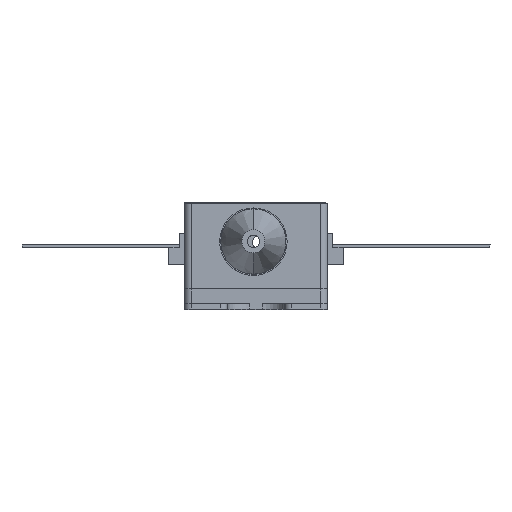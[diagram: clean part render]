
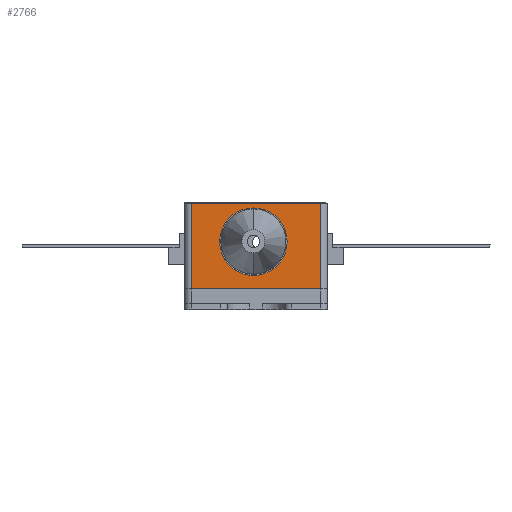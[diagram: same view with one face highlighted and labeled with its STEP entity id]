
A CAD part, top view. The second image highlights one B-rep face of the part: STEP entity #2766.
In plain terms, the highlighted planar face has unit normal (0, 0, 1).
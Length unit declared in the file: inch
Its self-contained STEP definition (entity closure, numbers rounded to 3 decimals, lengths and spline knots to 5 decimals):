
#1229 = EDGE_CURVE ( 'NONE', #9777, #9669, #1463, .T. ) ;
#1233 = EDGE_CURVE ( 'NONE', #9669, #9654, #1475, .T. ) ;
#1463 = LINE ( 'NONE', #2215, #1470 ) ;
#1470 = VECTOR ( 'NONE', #2218, 39.37008 ) ;
#1475 = LINE ( 'NONE', #2223, #1482 ) ;
#1482 = VECTOR ( 'NONE', #2225, 39.37008 ) ;
#1707 = FACE_BOUND ( 'NONE', #13002, .T. ) ;
#1711 = FACE_OUTER_BOUND ( 'NONE', #13211, .T. ) ;
#2215 = CARTESIAN_POINT ( 'NONE',  ( -0.18516, -0.40183, 1. ) ) ;
#2218 = DIRECTION ( 'NONE',  ( 0., -1., 0. ) ) ;
#2223 = CARTESIAN_POINT ( 'NONE',  ( -0.20879, -0.40183, 1. ) ) ;
#2225 = DIRECTION ( 'NONE',  ( 1., 0., 0. ) ) ;
#2464 = VERTEX_POINT ( 'NONE', #7566 ) ;
#2766 = ADVANCED_FACE ( 'NONE', ( #1707, #1711 ), #2903, .T. ) ;
#2903 = PLANE ( 'NONE',  #5596 ) ;
#2911 = CARTESIAN_POINT ( 'NONE',  ( -0.20879, -0.40183, 1. ) ) ;
#2912 = DIRECTION ( 'NONE',  ( 0., 0., 1. ) ) ;
#2913 = DIRECTION ( 'NONE',  ( 1., 0., 0. ) ) ;
#4856 = EDGE_CURVE ( 'NONE', #9654, #9562, #5400, .T. ) ;
#4859 = EDGE_CURVE ( 'NONE', #9614, #2464, #5412, .T. ) ;
#4860 = EDGE_CURVE ( 'NONE', #9562, #9777, #5410, .T. ) ;
#4887 = EDGE_CURVE ( 'NONE', #2464, #9614, #5459, .T. ) ;
#5400 = LINE ( 'NONE', #7767, #5409 ) ;
#5409 = VECTOR ( 'NONE', #7762, 39.37008 ) ;
#5410 = LINE ( 'NONE', #7776, #5416 ) ;
#5412 = CIRCLE ( 'NONE', #5752, 0.0625 ) ;
#5416 = VECTOR ( 'NONE', #7772, 39.37008 ) ;
#5459 = CIRCLE ( 'NONE', #5761, 0.0625 ) ;
#5596 = AXIS2_PLACEMENT_3D ( 'NONE', #2911, #2912, #2913 ) ;
#5752 = AXIS2_PLACEMENT_3D ( 'NONE', #7777, #7778, #7779 ) ;
#5761 = AXIS2_PLACEMENT_3D ( 'NONE', #7843, #7844, #7845 ) ;
#6518 = CARTESIAN_POINT ( 'NONE',  ( 0.26759, -0.10262, 1. ) ) ;
#7566 = CARTESIAN_POINT ( 'NONE',  ( -0.0305, -0.23648, 1. ) ) ;
#7762 = DIRECTION ( 'NONE',  ( 0., 1., 0. ) ) ;
#7767 = CARTESIAN_POINT ( 'NONE',  ( 0.26759, -0.10262, 1. ) ) ;
#7772 = DIRECTION ( 'NONE',  ( -1., 0., 0. ) ) ;
#7776 = CARTESIAN_POINT ( 'NONE',  ( -0.20879, -0.10262, 1. ) ) ;
#7777 = CARTESIAN_POINT ( 'NONE',  ( 0.032, -0.23648, 1. ) ) ;
#7778 = DIRECTION ( 'NONE',  ( 0., 0., 1. ) ) ;
#7779 = DIRECTION ( 'NONE',  ( 1., 0., 0. ) ) ;
#7843 = CARTESIAN_POINT ( 'NONE',  ( 0.032, -0.23648, 1. ) ) ;
#7844 = DIRECTION ( 'NONE',  ( 0., 0., 1. ) ) ;
#7845 = DIRECTION ( 'NONE',  ( 1., 0., 0. ) ) ;
#9562 = VERTEX_POINT ( 'NONE', #6518 ) ;
#9614 = VERTEX_POINT ( 'NONE', #10742 ) ;
#9654 = VERTEX_POINT ( 'NONE', #10748 ) ;
#9669 = VERTEX_POINT ( 'NONE', #10749 ) ;
#9777 = VERTEX_POINT ( 'NONE', #10765 ) ;
#10742 = CARTESIAN_POINT ( 'NONE',  ( 0.0945, -0.23648, 1. ) ) ;
#10748 = CARTESIAN_POINT ( 'NONE',  ( 0.26759, -0.40183, 1. ) ) ;
#10749 = CARTESIAN_POINT ( 'NONE',  ( -0.18516, -0.40183, 1. ) ) ;
#10765 = CARTESIAN_POINT ( 'NONE',  ( -0.18516, -0.10262, 1. ) ) ;
#12928 = ORIENTED_EDGE ( 'NONE', *, *, #1229, .T. ) ;
#13002 = EDGE_LOOP ( 'NONE', ( #13191, #13114 ) ) ;
#13108 = ORIENTED_EDGE ( 'NONE', *, *, #4856, .T. ) ;
#13114 = ORIENTED_EDGE ( 'NONE', *, *, #4887, .F. ) ;
#13115 = ORIENTED_EDGE ( 'NONE', *, *, #4860, .T. ) ;
#13176 = ORIENTED_EDGE ( 'NONE', *, *, #1233, .T. ) ;
#13191 = ORIENTED_EDGE ( 'NONE', *, *, #4859, .F. ) ;
#13211 = EDGE_LOOP ( 'NONE', ( #13115, #12928, #13176, #13108 ) ) ;
